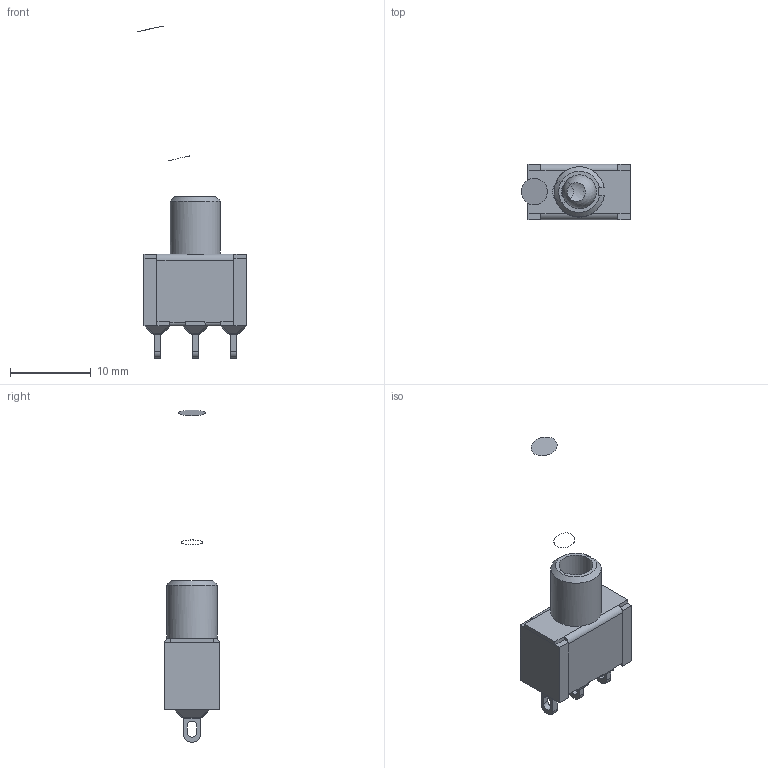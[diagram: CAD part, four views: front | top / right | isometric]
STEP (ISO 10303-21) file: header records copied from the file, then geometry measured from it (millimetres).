
FILE_DESCRIPTION(/* description */ (''),/* implementation_level */ '2;1');
FILE_NAME(/* name */ '100SPxT9B3M1xE.stp',/* time_stamp */ '2026-01-17T14:50:41-06:00',/* author */ ('jmeyers'),/* organization */ (''),/* preprocessor_version */ 'ST-DEVELOPER v18.1',/* originating_system */ 'Autodesk Inventor 2022',/* authorisation */ '');
FILE_SCHEMA (('AUTOMOTIVE_DESIGN { 1 0 10303 214 3 1 1 }'));
Length unit declared in the file: inch
Products named in the file (1): Part4
Bounding box: 13.52 x 6.86 x 41.04 mm (x, y, z)
Volume: 1093 mm3; surface area: 1107 mm2
Topology: 1 solids, 5 shells, 217 faces, 542 edges, 322 vertices
Faces by surface type: plane 151, cylinder 49, sphere 14, cone 3
Full cylindrical faces by diameter (mm): 4.2 x2
Entity records: 6311 total; most frequent: CARTESIAN_POINT 1091, DIRECTION 1086, ORIENTED_EDGE 1058, EDGE_CURVE 529, LINE 400, VECTOR 400, AXIS2_PLACEMENT_3D 343, VERTEX_POINT 322
